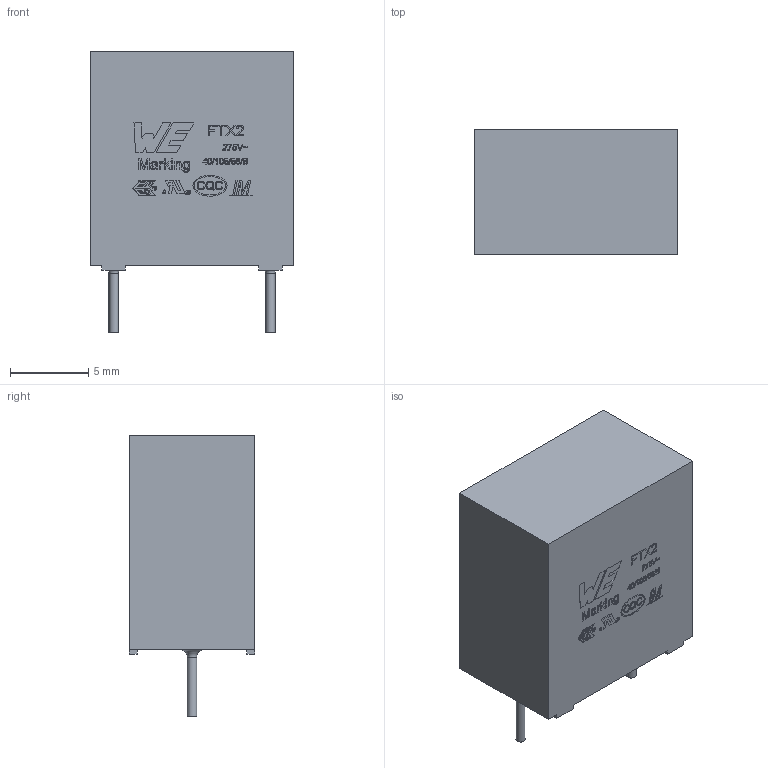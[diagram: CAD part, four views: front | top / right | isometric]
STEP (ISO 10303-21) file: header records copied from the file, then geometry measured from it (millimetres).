
FILE_DESCRIPTION(/* description */ (''),/* implementation_level */ '2;1');
FILE_NAME(/* name */ 'Wurth_890324023028xx.step',/* time_stamp */ '2024-06-07T16:55:22-07:00',/* author */ (''),/* organization */ (''),/* preprocessor_version */ 'ST-DEVELOPER v20',/* originating_system */ 'Autodesk Translation Framework v13.14.0.145',/* authorisation */ '');
FILE_SCHEMA (('AUTOMOTIVE_DESIGN { 1 0 10303 214 3 1 1 }'));
Length unit declared in the file: millimetre
Products named in the file (1): Wurth_890324023028xx
Bounding box: 13 x 8 x 18 mm (x, y, z)
Volume: 1428.4 mm3; surface area: 804.5 mm2
Topology: 1 solids, 1 shells, 438 faces, 1120 edges, 746 vertices
Faces by surface type: plane 357, bspline 77, cylinder 2, torus 2
Full cylindrical faces by diameter (mm): 0.6 x2
Entity records: 18271 total; most frequent: CARTESIAN_POINT 8034, ORIENTED_EDGE 2240, DIRECTION 1698, EDGE_CURVE 1120, LINE 958, VECTOR 958, VERTEX_POINT 746, EDGE_LOOP 500
